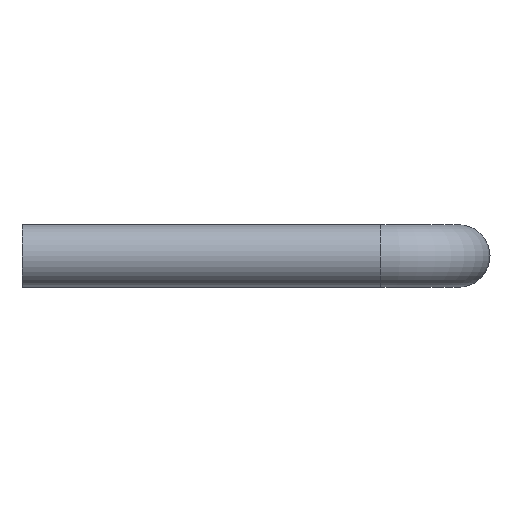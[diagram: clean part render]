
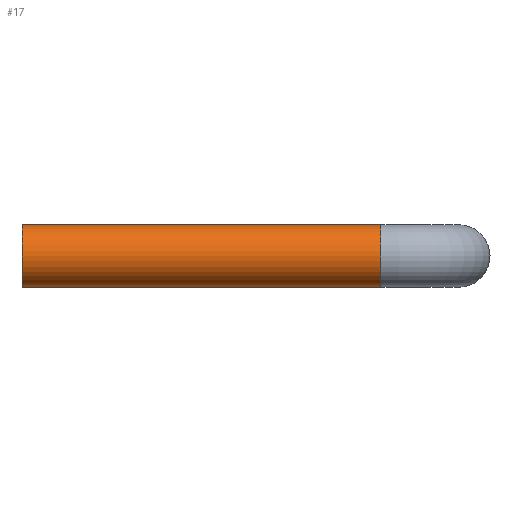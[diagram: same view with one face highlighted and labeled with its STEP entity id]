
A CAD part, left-side view. The second image highlights one B-rep face of the part: STEP entity #17.
In plain terms, the highlighted cylindrical face has radius 0.8 mm (diameter 1.6 mm), a full revolution.
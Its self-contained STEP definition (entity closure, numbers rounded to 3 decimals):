
#17 = ADVANCED_FACE('',(#18),#45,.T.);
#18 = FACE_BOUND('',#19,.T.);
#19 = EDGE_LOOP('',(#20,#30,#37,#38));
#20 = ORIENTED_EDGE('',*,*,#21,.T.);
#21 = EDGE_CURVE('',#22,#24,#26,.T.);
#22 = VERTEX_POINT('',#23);
#23 = CARTESIAN_POINT('',(-46.825,11.2,0.));
#24 = VERTEX_POINT('',#25);
#25 = CARTESIAN_POINT('',(-46.825,2.,0.));
#26 = LINE('',#27,#28);
#27 = CARTESIAN_POINT('',(-46.825,11.2,0.));
#28 = VECTOR('',#29,1.);
#29 = DIRECTION('',(0.,-1.,0.));
#30 = ORIENTED_EDGE('',*,*,#31,.F.);
#31 = EDGE_CURVE('',#24,#24,#32,.T.);
#32 = CIRCLE('',#33,0.8);
#33 = AXIS2_PLACEMENT_3D('',#34,#35,#36);
#34 = CARTESIAN_POINT('',(-47.625,2.,0.));
#35 = DIRECTION('',(0.,-1.,0.));
#36 = DIRECTION('',(1.,0.,0.));
#37 = ORIENTED_EDGE('',*,*,#21,.F.);
#38 = ORIENTED_EDGE('',*,*,#39,.T.);
#39 = EDGE_CURVE('',#22,#22,#40,.T.);
#40 = CIRCLE('',#41,0.8);
#41 = AXIS2_PLACEMENT_3D('',#42,#43,#44);
#42 = CARTESIAN_POINT('',(-47.625,11.2,0.));
#43 = DIRECTION('',(0.,-1.,0.));
#44 = DIRECTION('',(1.,0.,0.));
#45 = CYLINDRICAL_SURFACE('',#46,0.8);
#46 = AXIS2_PLACEMENT_3D('',#47,#48,#49);
#47 = CARTESIAN_POINT('',(-47.625,11.2,0.));
#48 = DIRECTION('',(0.,-1.,0.));
#49 = DIRECTION('',(1.,0.,0.));
